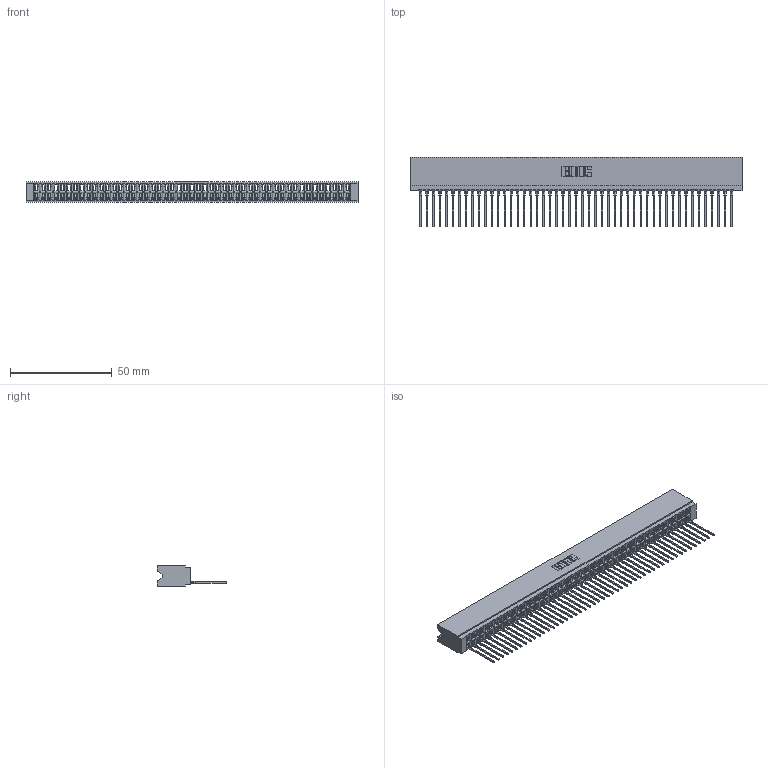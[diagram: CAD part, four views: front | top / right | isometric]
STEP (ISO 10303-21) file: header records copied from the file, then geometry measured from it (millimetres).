
FILE_DESCRIPTION (( 'STEP AP203' ), '1' );
FILE_NAME ('746-049-553-506.STEP', '2026-03-04T20:02:15', ( '' ), ( '' ), 'SwSTEP 2.0', 'SolidWorks 2023', '' );
FILE_SCHEMA (( 'CONFIG_CONTROL_DESIGN' ));
Length unit declared in the file: millimetre
Products named in the file (3): 746-049-553-506; 746 Part_.340 Slot Depth - 06; 746-292-001_553
Assembly tree (50 placements, depth 2):
  746-049-553-506
    746 Part_.340 Slot Depth - 06
    746-292-001_553  x49
Bounding box: 162.81 x 34.2 x 9.91 mm (x, y, z)
Volume: 18399.5 mm3; surface area: 25856.5 mm2
Topology: 50 solids, 50 shells, 5390 faces, 15308 edges, 9828 vertices
Faces by surface type: plane 3143, bspline 980, cylinder 973, torus 294
Entity records: 73075 total; most frequent: CARTESIAN_POINT 14729, ORIENTED_EDGE 12856, DIRECTION 10624, EDGE_CURVE 6428, VECTOR 5754, LINE 5754, VERTEX_POINT 4260, AXIS2_PLACEMENT_3D 2435
